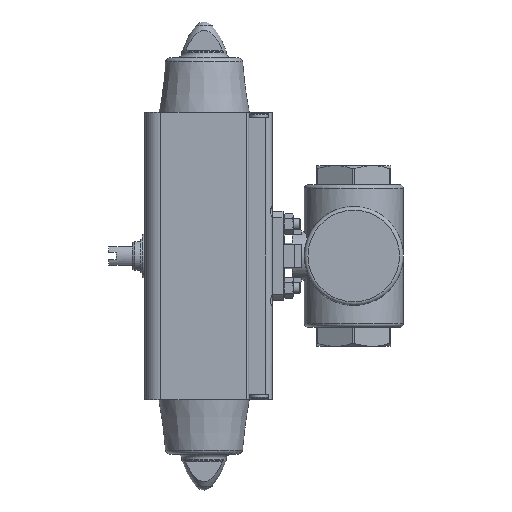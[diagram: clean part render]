
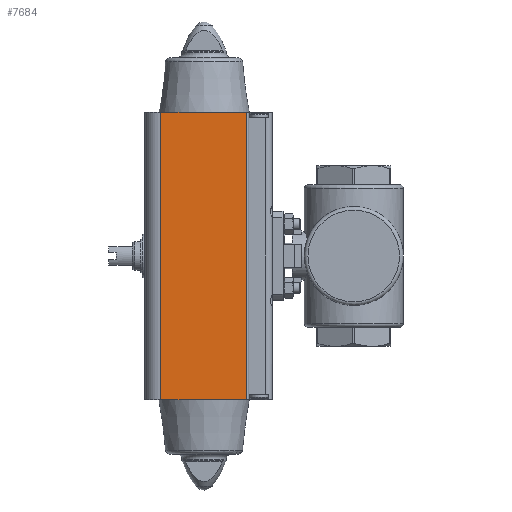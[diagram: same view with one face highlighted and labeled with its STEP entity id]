
A CAD part, left-side view. The second image highlights one B-rep face of the part: STEP entity #7684.
In plain terms, the highlighted planar face has unit normal (-1, 0, 0).
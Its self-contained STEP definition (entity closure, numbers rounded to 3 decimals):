
#249=PLANE('',#8446);
#699=LINE('',#12552,#1303);
#715=LINE('',#12606,#1319);
#717=LINE('',#12694,#1321);
#718=LINE('',#12695,#1322);
#1303=VECTOR('',#9958,1000.);
#1319=VECTOR('',#10006,1000.);
#1321=VECTOR('',#10032,1000.);
#1322=VECTOR('',#10033,1000.);
#3153=ORIENTED_EDGE('',*,*,#4725,.T.);
#3154=ORIENTED_EDGE('',*,*,#4768,.F.);
#3155=ORIENTED_EDGE('',*,*,#4753,.F.);
#3156=ORIENTED_EDGE('',*,*,#4769,.T.);
#4725=EDGE_CURVE('',#5617,#5616,#699,.T.);
#4753=EDGE_CURVE('',#5638,#5639,#715,.T.);
#4768=EDGE_CURVE('',#5639,#5616,#717,.T.);
#4769=EDGE_CURVE('',#5638,#5617,#718,.T.);
#5616=VERTEX_POINT('',#12551);
#5617=VERTEX_POINT('',#12553);
#5638=VERTEX_POINT('',#12605);
#5639=VERTEX_POINT('',#12607);
#6330=EDGE_LOOP('',(#3153,#3154,#3155,#3156));
#6983=FACE_BOUND('',#6330,.T.);
#7684=ADVANCED_FACE('',(#6983),#249,.F.);
#8446=AXIS2_PLACEMENT_3D('',#12693,#10030,#10031);
#9958=DIRECTION('',(0.,-1.,0.));
#10006=DIRECTION('',(0.,-1.,0.));
#10030=DIRECTION('',(1.,0.,0.));
#10031=DIRECTION('',(0.,0.,-1.));
#10032=DIRECTION('',(0.,0.,-1.));
#10033=DIRECTION('',(0.,0.,-1.));
#12551=CARTESIAN_POINT('',(-32.7,-23.516,-79.6));
#12552=CARTESIAN_POINT('',(-32.7,23.9,-79.6));
#12553=CARTESIAN_POINT('',(-32.7,23.9,-79.6));
#12605=CARTESIAN_POINT('',(-32.7,23.9,79.6));
#12606=CARTESIAN_POINT('',(-32.7,23.9,79.6));
#12607=CARTESIAN_POINT('',(-32.7,-23.516,79.6));
#12693=CARTESIAN_POINT('',(-32.7,23.9,79.6));
#12694=CARTESIAN_POINT('',(-32.7,-23.516,79.6));
#12695=CARTESIAN_POINT('',(-32.7,23.9,79.6));
